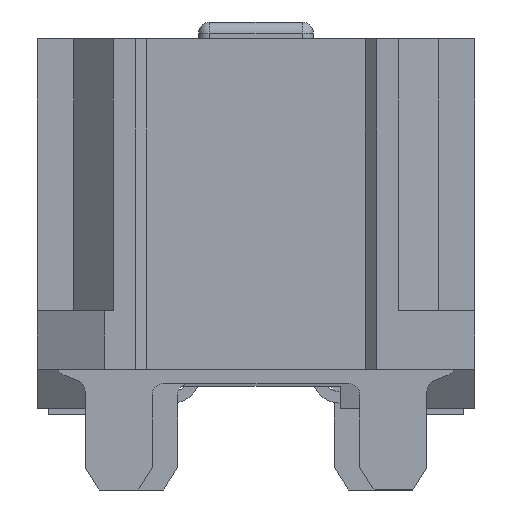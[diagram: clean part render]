
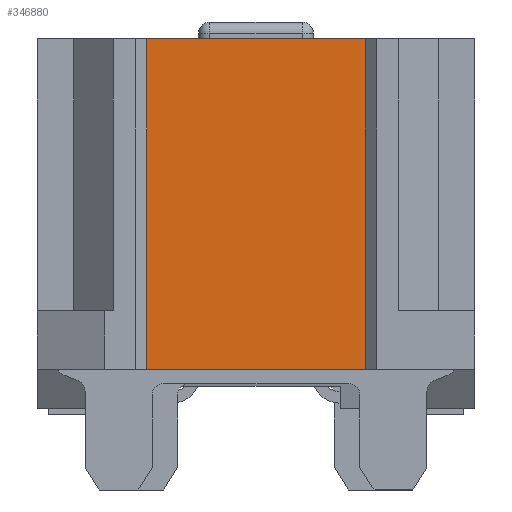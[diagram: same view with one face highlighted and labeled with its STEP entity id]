
A CAD part, left-side view. The second image highlights one B-rep face of the part: STEP entity #346880.
In plain terms, the highlighted planar face has unit normal (-1, 0, 0).
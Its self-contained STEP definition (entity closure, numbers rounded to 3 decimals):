
#338860=CARTESIAN_POINT('',(-21.75,-1.95,6.7));
#338870=VERTEX_POINT('',#338860);
#338900=CARTESIAN_POINT('',(-21.75,4.173,
6.7));
#338910=DIRECTION('',(0.,-1.,0.));
#338920=VECTOR('',#338910,1.);
#338930=LINE('',#338900,#338920);
#338940=CARTESIAN_POINT('',(-21.75,1.95,
6.7));
#338950=VERTEX_POINT('',#338940);
#338960=EDGE_CURVE('',#338950,#338870,#338930,.T.);
#344240=CARTESIAN_POINT('',(-21.75,-1.95,0.8))
;
#344250=VERTEX_POINT('',#344240);
#345280=CARTESIAN_POINT('',(-21.75,1.95,0.8));
#345290=VERTEX_POINT('',#345280);
#345320=CARTESIAN_POINT('',(-21.75,4.173,
0.8));
#345330=DIRECTION('',(0.,-1.,0.));
#345340=VECTOR('',#345330,1.);
#345350=LINE('',#345320,#345340);
#345360=EDGE_CURVE('',#345290,#344250,#345350,.T.);
#346620=CARTESIAN_POINT('',(-21.75,1.95,
3.669));
#346630=DIRECTION('',(0.,0.,-1.));
#346640=VECTOR('',#346630,1.);
#346650=LINE('',#346620,#346640);
#346660=EDGE_CURVE('',#338950,#345290,#346650,.T.);
#346720=CARTESIAN_POINT('',(-21.75,2.048,
6.848));
#346730=DIRECTION('',(-1.,0.,0.));
#346740=DIRECTION('',(0.,1.,-0.));
#346750=AXIS2_PLACEMENT_3D('',#346720,#346730,#346740);
#346760=PLANE('',#346750);
#346770=ORIENTED_EDGE('',*,*,#346660,.T.);
#346780=ORIENTED_EDGE('',*,*,#338960,.F.);
#346790=CARTESIAN_POINT('',(-21.75,-1.95,3.669));
#346800=DIRECTION('',(-0.,0.,1.));
#346810=VECTOR('',#346800,1.);
#346820=LINE('',#346790,#346810);
#346830=EDGE_CURVE('',#344250,#338870,#346820,.T.);
#346840=ORIENTED_EDGE('',*,*,#346830,.T.);
#346850=ORIENTED_EDGE('',*,*,#345360,.T.);
#346860=EDGE_LOOP('',(#346850,#346840,#346780,#346770));
#346870=FACE_OUTER_BOUND('',#346860,.T.);
#346880=ADVANCED_FACE('',(#346870),#346760,.T.);
